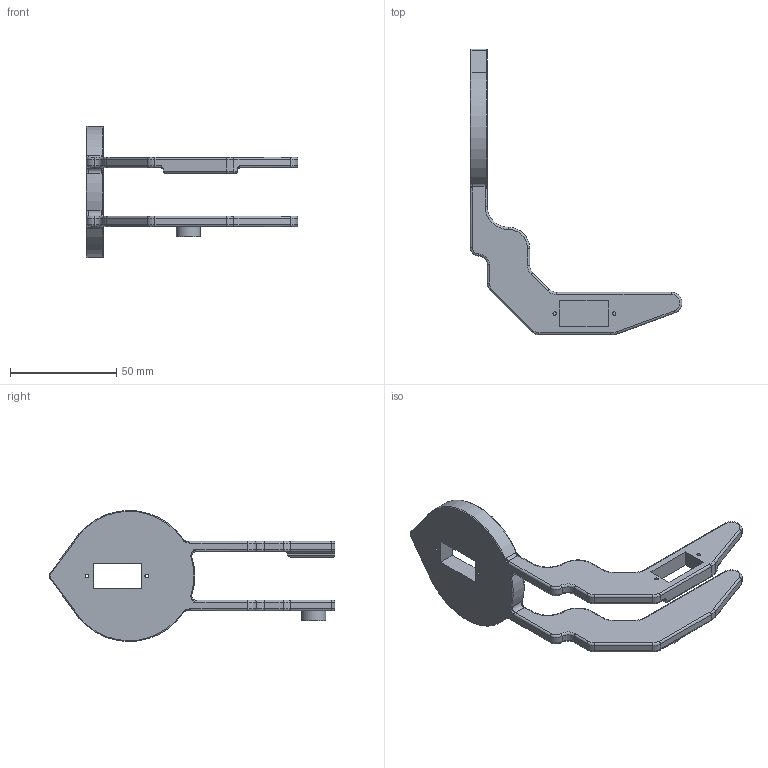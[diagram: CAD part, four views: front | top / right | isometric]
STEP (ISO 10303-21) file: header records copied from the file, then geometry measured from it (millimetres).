
FILE_DESCRIPTION(/* description */ (''),/* implementation_level */ '2;1');
FILE_NAME(/* name */ 'Mag Mount 3.0.stp',/* time_stamp */ '2024-10-02T01:55:27+05:00',/* author */ ('HUSTLER'),/* organization */ (''),/* preprocessor_version */ 'ST-DEVELOPER v18.1',/* originating_system */ 'Autodesk Inventor 2022',/* authorisation */ '');
FILE_SCHEMA (('AUTOMOTIVE_DESIGN { 1 0 10303 214 3 1 1 }'));
Length unit declared in the file: millimetre
Products named in the file (1): Mag Mount
Bounding box: 99.6 x 134.49 x 61.65 mm (x, y, z)
Volume: 45498.1 mm3; surface area: 19765.5 mm2
Topology: 1 solids, 1 shells, 184 faces, 439 edges, 250 vertices
Faces by surface type: cylinder 81, torus 50, plane 35, bspline 18
Full cylindrical faces by diameter (mm): 1.66 x4, 11.4 x1
Entity records: 6222 total; most frequent: CARTESIAN_POINT 1956, DIRECTION 930, ORIENTED_EDGE 862, EDGE_CURVE 431, AXIS2_PLACEMENT_3D 377, VERTEX_POINT 250, CIRCLE 202, EDGE_LOOP 197
